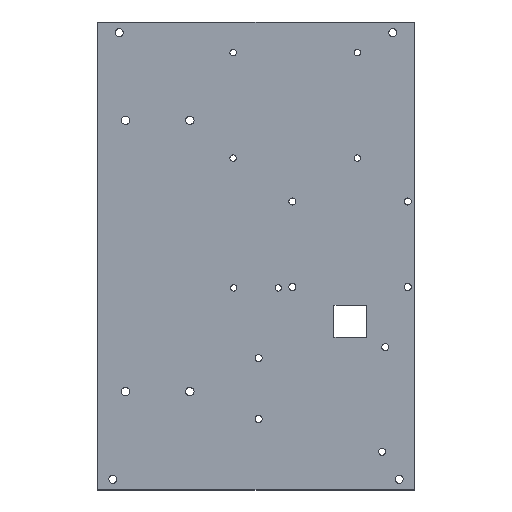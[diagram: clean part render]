
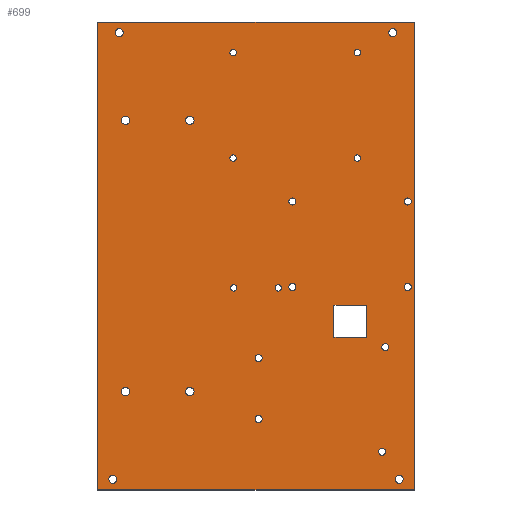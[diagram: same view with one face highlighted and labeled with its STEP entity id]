
A CAD part, top view. The second image highlights one B-rep face of the part: STEP entity #699.
In plain terms, the highlighted planar face has unit normal (0, 0, 1).
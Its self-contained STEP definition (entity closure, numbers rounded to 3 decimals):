
#15=FACE_BOUND('',#134,.T.);
#16=FACE_BOUND('',#135,.T.);
#17=FACE_BOUND('',#136,.T.);
#18=FACE_BOUND('',#137,.T.);
#19=FACE_BOUND('',#138,.T.);
#20=FACE_BOUND('',#139,.T.);
#21=FACE_BOUND('',#140,.T.);
#22=FACE_BOUND('',#141,.T.);
#23=FACE_BOUND('',#142,.T.);
#24=FACE_BOUND('',#143,.T.);
#25=FACE_BOUND('',#144,.T.);
#26=FACE_BOUND('',#145,.T.);
#27=FACE_BOUND('',#146,.T.);
#28=FACE_BOUND('',#147,.T.);
#29=FACE_BOUND('',#148,.T.);
#30=FACE_BOUND('',#149,.T.);
#31=FACE_BOUND('',#150,.T.);
#32=FACE_BOUND('',#151,.T.);
#33=FACE_BOUND('',#152,.T.);
#34=FACE_BOUND('',#153,.T.);
#35=FACE_BOUND('',#154,.T.);
#36=FACE_BOUND('',#155,.T.);
#37=FACE_BOUND('',#156,.T.);
#69=PLANE('',#789);
#101=FACE_OUTER_BOUND('',#133,.T.);
#133=EDGE_LOOP('',(#587,#588,#589,#590));
#134=EDGE_LOOP('',(#591));
#135=EDGE_LOOP('',(#592));
#136=EDGE_LOOP('',(#593));
#137=EDGE_LOOP('',(#594));
#138=EDGE_LOOP('',(#595));
#139=EDGE_LOOP('',(#596));
#140=EDGE_LOOP('',(#597));
#141=EDGE_LOOP('',(#598));
#142=EDGE_LOOP('',(#599));
#143=EDGE_LOOP('',(#600));
#144=EDGE_LOOP('',(#601));
#145=EDGE_LOOP('',(#602));
#146=EDGE_LOOP('',(#603));
#147=EDGE_LOOP('',(#604));
#148=EDGE_LOOP('',(#605));
#149=EDGE_LOOP('',(#606));
#150=EDGE_LOOP('',(#607,#608,#609,#610));
#151=EDGE_LOOP('',(#611));
#152=EDGE_LOOP('',(#612));
#153=EDGE_LOOP('',(#613));
#154=EDGE_LOOP('',(#614));
#155=EDGE_LOOP('',(#615));
#156=EDGE_LOOP('',(#616));
#189=LINE('',#1035,#235);
#192=LINE('',#1041,#238);
#195=LINE('',#1047,#241);
#198=LINE('',#1051,#244);
#217=LINE('',#1155,#263);
#220=LINE('',#1161,#266);
#223=LINE('',#1167,#269);
#226=LINE('',#1171,#272);
#235=VECTOR('',#839,10.);
#238=VECTOR('',#844,10.);
#241=VECTOR('',#849,10.);
#244=VECTOR('',#854,10.);
#263=VECTOR('',#971,10.);
#266=VECTOR('',#976,10.);
#269=VECTOR('',#981,10.);
#272=VECTOR('',#986,10.);
#273=CIRCLE('',#716,1.65);
#275=CIRCLE('',#719,1.5);
#277=CIRCLE('',#722,1.85);
#279=CIRCLE('',#725,1.5);
#281=CIRCLE('',#728,1.65);
#283=CIRCLE('',#731,1.5);
#285=CIRCLE('',#738,1.85);
#287=CIRCLE('',#741,2.);
#289=CIRCLE('',#744,1.5);
#291=CIRCLE('',#747,1.65);
#293=CIRCLE('',#750,2.);
#295=CIRCLE('',#753,1.5);
#297=CIRCLE('',#756,2.);
#299=CIRCLE('',#759,2.);
#301=CIRCLE('',#762,1.85);
#303=CIRCLE('',#765,1.65);
#305=CIRCLE('',#768,1.65);
#307=CIRCLE('',#771,1.65);
#309=CIRCLE('',#774,1.65);
#311=CIRCLE('',#777,1.85);
#313=CIRCLE('',#780,1.65);
#315=CIRCLE('',#783,1.5);
#317=VERTEX_POINT('',#993);
#319=VERTEX_POINT('',#999);
#321=VERTEX_POINT('',#1005);
#323=VERTEX_POINT('',#1011);
#325=VERTEX_POINT('',#1017);
#327=VERTEX_POINT('',#1023);
#331=VERTEX_POINT('',#1032);
#332=VERTEX_POINT('',#1034);
#334=VERTEX_POINT('',#1040);
#336=VERTEX_POINT('',#1046);
#337=VERTEX_POINT('',#1053);
#339=VERTEX_POINT('',#1059);
#341=VERTEX_POINT('',#1065);
#343=VERTEX_POINT('',#1071);
#345=VERTEX_POINT('',#1077);
#347=VERTEX_POINT('',#1083);
#349=VERTEX_POINT('',#1089);
#351=VERTEX_POINT('',#1095);
#353=VERTEX_POINT('',#1101);
#355=VERTEX_POINT('',#1107);
#357=VERTEX_POINT('',#1113);
#359=VERTEX_POINT('',#1119);
#361=VERTEX_POINT('',#1125);
#363=VERTEX_POINT('',#1131);
#365=VERTEX_POINT('',#1137);
#367=VERTEX_POINT('',#1143);
#371=VERTEX_POINT('',#1152);
#372=VERTEX_POINT('',#1154);
#374=VERTEX_POINT('',#1160);
#376=VERTEX_POINT('',#1166);
#377=EDGE_CURVE('',#317,#317,#273,.T.);
#380=EDGE_CURVE('',#319,#319,#275,.T.);
#383=EDGE_CURVE('',#321,#321,#277,.T.);
#386=EDGE_CURVE('',#323,#323,#279,.T.);
#389=EDGE_CURVE('',#325,#325,#281,.T.);
#392=EDGE_CURVE('',#327,#327,#283,.T.);
#397=EDGE_CURVE('',#332,#331,#189,.T.);
#400=EDGE_CURVE('',#334,#332,#192,.T.);
#403=EDGE_CURVE('',#336,#334,#195,.T.);
#406=EDGE_CURVE('',#331,#336,#198,.T.);
#407=EDGE_CURVE('',#337,#337,#285,.T.);
#410=EDGE_CURVE('',#339,#339,#287,.T.);
#413=EDGE_CURVE('',#341,#341,#289,.T.);
#416=EDGE_CURVE('',#343,#343,#291,.T.);
#419=EDGE_CURVE('',#345,#345,#293,.T.);
#422=EDGE_CURVE('',#347,#347,#295,.T.);
#425=EDGE_CURVE('',#349,#349,#297,.T.);
#428=EDGE_CURVE('',#351,#351,#299,.T.);
#431=EDGE_CURVE('',#353,#353,#301,.T.);
#434=EDGE_CURVE('',#355,#355,#303,.T.);
#437=EDGE_CURVE('',#357,#357,#305,.T.);
#440=EDGE_CURVE('',#359,#359,#307,.T.);
#443=EDGE_CURVE('',#361,#361,#309,.T.);
#446=EDGE_CURVE('',#363,#363,#311,.T.);
#449=EDGE_CURVE('',#365,#365,#313,.T.);
#452=EDGE_CURVE('',#367,#367,#315,.T.);
#457=EDGE_CURVE('',#372,#371,#217,.T.);
#460=EDGE_CURVE('',#374,#372,#220,.T.);
#463=EDGE_CURVE('',#376,#374,#223,.T.);
#466=EDGE_CURVE('',#371,#376,#226,.T.);
#587=ORIENTED_EDGE('',*,*,#466,.T.);
#588=ORIENTED_EDGE('',*,*,#463,.T.);
#589=ORIENTED_EDGE('',*,*,#460,.T.);
#590=ORIENTED_EDGE('',*,*,#457,.T.);
#591=ORIENTED_EDGE('',*,*,#452,.T.);
#592=ORIENTED_EDGE('',*,*,#449,.T.);
#593=ORIENTED_EDGE('',*,*,#446,.T.);
#594=ORIENTED_EDGE('',*,*,#443,.T.);
#595=ORIENTED_EDGE('',*,*,#440,.T.);
#596=ORIENTED_EDGE('',*,*,#437,.T.);
#597=ORIENTED_EDGE('',*,*,#434,.T.);
#598=ORIENTED_EDGE('',*,*,#431,.T.);
#599=ORIENTED_EDGE('',*,*,#428,.T.);
#600=ORIENTED_EDGE('',*,*,#425,.T.);
#601=ORIENTED_EDGE('',*,*,#422,.T.);
#602=ORIENTED_EDGE('',*,*,#419,.T.);
#603=ORIENTED_EDGE('',*,*,#416,.T.);
#604=ORIENTED_EDGE('',*,*,#413,.T.);
#605=ORIENTED_EDGE('',*,*,#410,.T.);
#606=ORIENTED_EDGE('',*,*,#407,.T.);
#607=ORIENTED_EDGE('',*,*,#406,.T.);
#608=ORIENTED_EDGE('',*,*,#403,.T.);
#609=ORIENTED_EDGE('',*,*,#400,.T.);
#610=ORIENTED_EDGE('',*,*,#397,.T.);
#611=ORIENTED_EDGE('',*,*,#392,.T.);
#612=ORIENTED_EDGE('',*,*,#389,.T.);
#613=ORIENTED_EDGE('',*,*,#386,.T.);
#614=ORIENTED_EDGE('',*,*,#383,.T.);
#615=ORIENTED_EDGE('',*,*,#380,.T.);
#616=ORIENTED_EDGE('',*,*,#377,.T.);
#699=ADVANCED_FACE('',(#101,#15,#16,#17,#18,#19,#20,#21,#22,#23,#24,#25,
#26,#27,#28,#29,#30,#31,#32,#33,#34,#35,#36,#37),#69,.T.);
#716=AXIS2_PLACEMENT_3D('',#994,#795,#796);
#719=AXIS2_PLACEMENT_3D('',#1000,#802,#803);
#722=AXIS2_PLACEMENT_3D('',#1006,#809,#810);
#725=AXIS2_PLACEMENT_3D('',#1012,#816,#817);
#728=AXIS2_PLACEMENT_3D('',#1018,#823,#824);
#731=AXIS2_PLACEMENT_3D('',#1024,#830,#831);
#738=AXIS2_PLACEMENT_3D('',#1054,#857,#858);
#741=AXIS2_PLACEMENT_3D('',#1060,#864,#865);
#744=AXIS2_PLACEMENT_3D('',#1066,#871,#872);
#747=AXIS2_PLACEMENT_3D('',#1072,#878,#879);
#750=AXIS2_PLACEMENT_3D('',#1078,#885,#886);
#753=AXIS2_PLACEMENT_3D('',#1084,#892,#893);
#756=AXIS2_PLACEMENT_3D('',#1090,#899,#900);
#759=AXIS2_PLACEMENT_3D('',#1096,#906,#907);
#762=AXIS2_PLACEMENT_3D('',#1102,#913,#914);
#765=AXIS2_PLACEMENT_3D('',#1108,#920,#921);
#768=AXIS2_PLACEMENT_3D('',#1114,#927,#928);
#771=AXIS2_PLACEMENT_3D('',#1120,#934,#935);
#774=AXIS2_PLACEMENT_3D('',#1126,#941,#942);
#777=AXIS2_PLACEMENT_3D('',#1132,#948,#949);
#780=AXIS2_PLACEMENT_3D('',#1138,#955,#956);
#783=AXIS2_PLACEMENT_3D('',#1144,#962,#963);
#789=AXIS2_PLACEMENT_3D('',#1172,#987,#988);
#795=DIRECTION('center_axis',(0.,0.,-1.));
#796=DIRECTION('ref_axis',(1.,0.,0.));
#802=DIRECTION('center_axis',(0.,0.,-1.));
#803=DIRECTION('ref_axis',(1.,0.,0.));
#809=DIRECTION('center_axis',(0.,0.,-1.));
#810=DIRECTION('ref_axis',(1.,0.,0.));
#816=DIRECTION('center_axis',(0.,0.,-1.));
#817=DIRECTION('ref_axis',(1.,0.,0.));
#823=DIRECTION('center_axis',(0.,0.,-1.));
#824=DIRECTION('ref_axis',(1.,0.,0.));
#830=DIRECTION('center_axis',(0.,0.,-1.));
#831=DIRECTION('ref_axis',(1.,0.,0.));
#839=DIRECTION('',(0.,-1.,0.));
#844=DIRECTION('',(1.,0.,0.));
#849=DIRECTION('',(0.,1.,0.));
#854=DIRECTION('',(-1.,0.,0.));
#857=DIRECTION('center_axis',(0.,0.,-1.));
#858=DIRECTION('ref_axis',(1.,0.,0.));
#864=DIRECTION('center_axis',(0.,0.,-1.));
#865=DIRECTION('ref_axis',(1.,0.,0.));
#871=DIRECTION('center_axis',(0.,0.,-1.));
#872=DIRECTION('ref_axis',(1.,0.,0.));
#878=DIRECTION('center_axis',(0.,0.,-1.));
#879=DIRECTION('ref_axis',(1.,0.,0.));
#885=DIRECTION('center_axis',(0.,0.,-1.));
#886=DIRECTION('ref_axis',(1.,0.,0.));
#892=DIRECTION('center_axis',(0.,0.,-1.));
#893=DIRECTION('ref_axis',(1.,0.,0.));
#899=DIRECTION('center_axis',(0.,0.,-1.));
#900=DIRECTION('ref_axis',(1.,0.,0.));
#906=DIRECTION('center_axis',(0.,0.,-1.));
#907=DIRECTION('ref_axis',(1.,0.,0.));
#913=DIRECTION('center_axis',(0.,0.,-1.));
#914=DIRECTION('ref_axis',(1.,0.,0.));
#920=DIRECTION('center_axis',(0.,0.,-1.));
#921=DIRECTION('ref_axis',(1.,0.,0.));
#927=DIRECTION('center_axis',(0.,0.,-1.));
#928=DIRECTION('ref_axis',(1.,0.,0.));
#934=DIRECTION('center_axis',(0.,0.,-1.));
#935=DIRECTION('ref_axis',(1.,0.,0.));
#941=DIRECTION('center_axis',(0.,0.,-1.));
#942=DIRECTION('ref_axis',(1.,0.,0.));
#948=DIRECTION('center_axis',(0.,0.,-1.));
#949=DIRECTION('ref_axis',(1.,0.,0.));
#955=DIRECTION('center_axis',(0.,0.,-1.));
#956=DIRECTION('ref_axis',(1.,0.,0.));
#962=DIRECTION('center_axis',(0.,0.,-1.));
#963=DIRECTION('ref_axis',(1.,0.,0.));
#971=DIRECTION('',(-1.,0.,0.));
#976=DIRECTION('',(0.,1.,0.));
#981=DIRECTION('',(1.,0.,0.));
#986=DIRECTION('',(0.,-1.,0.));
#987=DIRECTION('center_axis',(0.,0.,1.));
#988=DIRECTION('ref_axis',(1.,0.,0.));
#993=CARTESIAN_POINT('',(73.55,61.7,5.));
#994=CARTESIAN_POINT('Origin',(75.2,61.7,5.));
#999=CARTESIAN_POINT('',(61.8,204.7,5.));
#1000=CARTESIAN_POINT('Origin',(63.3,204.7,5.));
#1005=CARTESIAN_POINT('',(139.15,5.,5.));
#1006=CARTESIAN_POINT('Origin',(141.,5.,5.));
#1011=CARTESIAN_POINT('',(61.8,155.3,5.));
#1012=CARTESIAN_POINT('Origin',(63.3,155.3,5.));
#1017=CARTESIAN_POINT('',(89.35,95.,5.));
#1018=CARTESIAN_POINT('Origin',(91.,95.,5.));
#1023=CARTESIAN_POINT('',(62.1,94.55,5.));
#1024=CARTESIAN_POINT('Origin',(63.6,94.55,5.));
#1032=CARTESIAN_POINT('',(125.5,71.5,5.));
#1034=CARTESIAN_POINT('',(125.5,86.5,5.));
#1035=CARTESIAN_POINT('',(125.5,86.5,5.));
#1040=CARTESIAN_POINT('',(110.5,86.5,5.));
#1041=CARTESIAN_POINT('',(110.5,86.5,5.));
#1046=CARTESIAN_POINT('',(110.5,71.5,5.));
#1047=CARTESIAN_POINT('',(110.5,71.5,5.));
#1051=CARTESIAN_POINT('',(125.5,71.5,5.));
#1053=CARTESIAN_POINT('',(8.15,214.,5.));
#1054=CARTESIAN_POINT('Origin',(10.,214.,5.));
#1059=CARTESIAN_POINT('',(41.,173.,5.));
#1060=CARTESIAN_POINT('Origin',(43.,173.,5.));
#1065=CARTESIAN_POINT('',(82.9,94.55,5.));
#1066=CARTESIAN_POINT('Origin',(84.4,94.55,5.));
#1071=CARTESIAN_POINT('',(143.35,95.,5.));
#1072=CARTESIAN_POINT('Origin',(145.,95.,5.));
#1077=CARTESIAN_POINT('',(41.,46.,5.));
#1078=CARTESIAN_POINT('Origin',(43.,46.,5.));
#1083=CARTESIAN_POINT('',(119.9,204.7,5.));
#1084=CARTESIAN_POINT('Origin',(121.4,204.7,5.));
#1089=CARTESIAN_POINT('',(11.,46.,5.));
#1090=CARTESIAN_POINT('Origin',(13.,46.,5.));
#1095=CARTESIAN_POINT('',(11.,173.,5.));
#1096=CARTESIAN_POINT('Origin',(13.,173.,5.));
#1101=CARTESIAN_POINT('',(136.15,214.,5.));
#1102=CARTESIAN_POINT('Origin',(138.,214.,5.));
#1107=CARTESIAN_POINT('',(89.35,135.,5.));
#1108=CARTESIAN_POINT('Origin',(91.,135.,5.));
#1113=CARTESIAN_POINT('',(132.85,66.8,5.));
#1114=CARTESIAN_POINT('Origin',(134.5,66.8,5.));
#1119=CARTESIAN_POINT('',(143.35,135.,5.));
#1120=CARTESIAN_POINT('Origin',(145.,135.,5.));
#1125=CARTESIAN_POINT('',(73.55,33.2,5.));
#1126=CARTESIAN_POINT('Origin',(75.2,33.2,5.));
#1131=CARTESIAN_POINT('',(5.15,5.,5.));
#1132=CARTESIAN_POINT('Origin',(7.,5.,5.));
#1137=CARTESIAN_POINT('',(131.35,17.9,5.));
#1138=CARTESIAN_POINT('Origin',(133.,17.9,5.));
#1143=CARTESIAN_POINT('',(119.9,155.3,5.));
#1144=CARTESIAN_POINT('Origin',(121.4,155.3,5.));
#1152=CARTESIAN_POINT('',(0.,219.,5.));
#1154=CARTESIAN_POINT('',(148.,219.,5.));
#1155=CARTESIAN_POINT('',(148.,219.,5.));
#1160=CARTESIAN_POINT('',(148.,0.,5.));
#1161=CARTESIAN_POINT('',(148.,0.,5.));
#1166=CARTESIAN_POINT('',(0.,0.,5.));
#1167=CARTESIAN_POINT('',(0.,0.,5.));
#1171=CARTESIAN_POINT('',(0.,219.,5.));
#1172=CARTESIAN_POINT('Origin',(74.,109.5,5.));
